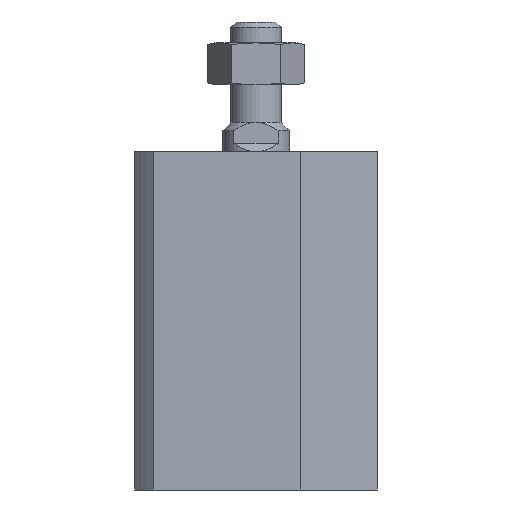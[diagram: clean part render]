
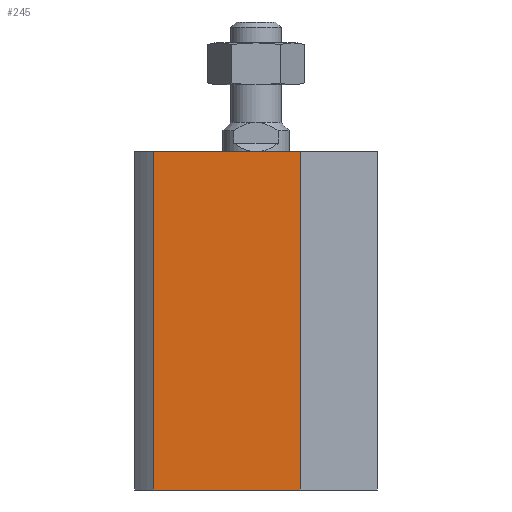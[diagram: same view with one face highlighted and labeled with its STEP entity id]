
A CAD part, left-side view. The second image highlights one B-rep face of the part: STEP entity #245.
In plain terms, the highlighted planar face has unit normal (-1, 0, 0).
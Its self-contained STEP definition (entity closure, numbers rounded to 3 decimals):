
#245 = ADVANCED_FACE( '', ( #411 ), #412, .F. );
#411 = FACE_OUTER_BOUND( '', #667, .T. );
#412 = PLANE( '', #668 );
#667 = EDGE_LOOP( '', ( #1115, #1116, #1117, #1118 ) );
#668 = AXIS2_PLACEMENT_3D( '', #1119, #1120, #1121 );
#1115 = ORIENTED_EDGE( '', *, *, #1571, .T. );
#1116 = ORIENTED_EDGE( '', *, *, #1620, .F. );
#1117 = ORIENTED_EDGE( '', *, *, #1545, .F. );
#1118 = ORIENTED_EDGE( '', *, *, #1595, .T. );
#1119 = CARTESIAN_POINT( '', ( -14.5, 12.278, 40.5 ) );
#1120 = DIRECTION( '', ( 1., 0., 0. ) );
#1121 = DIRECTION( '', ( 0., 1., 0. ) );
#1545 = EDGE_CURVE( '', #1760, #1761, #1762, .T. );
#1571 = EDGE_CURVE( '', #1812, #1813, #1814, .T. );
#1595 = EDGE_CURVE( '', #1760, #1812, #1860, .T. );
#1620 = EDGE_CURVE( '', #1761, #1813, #1887, .T. );
#1760 = VERTEX_POINT( '', #2098 );
#1761 = VERTEX_POINT( '', #2099 );
#1762 = LINE( '', #2100, #2101 );
#1812 = VERTEX_POINT( '', #2172 );
#1813 = VERTEX_POINT( '', #2173 );
#1814 = LINE( '', #2174, #2175 );
#1860 = LINE( '', #2242, #2243 );
#1887 = LINE( '', #2292, #2293 );
#2098 = CARTESIAN_POINT( '', ( -14.5, 12.278, 40.5 ) );
#2099 = CARTESIAN_POINT( '', ( -14.5, -5.301, 40.5 ) );
#2100 = CARTESIAN_POINT( '', ( -14.5, 12.278, 40.5 ) );
#2101 = VECTOR( '', #2653, 1000. );
#2172 = CARTESIAN_POINT( '', ( -14.5, 12.278, 0. ) );
#2173 = CARTESIAN_POINT( '', ( -14.5, -5.301, 0. ) );
#2174 = CARTESIAN_POINT( '', ( -14.5, 12.278, 0. ) );
#2175 = VECTOR( '', #2687, 1000. );
#2242 = CARTESIAN_POINT( '', ( -14.5, 12.278, 40.5 ) );
#2243 = VECTOR( '', #2715, 1000. );
#2292 = CARTESIAN_POINT( '', ( -14.5, -5.301, 40.5 ) );
#2293 = VECTOR( '', #2744, 1000. );
#2653 = DIRECTION( '', ( 0., -1., 0. ) );
#2687 = DIRECTION( '', ( 0., -1., 0. ) );
#2715 = DIRECTION( '', ( 0., 0., -1. ) );
#2744 = DIRECTION( '', ( 0., 0., -1. ) );
